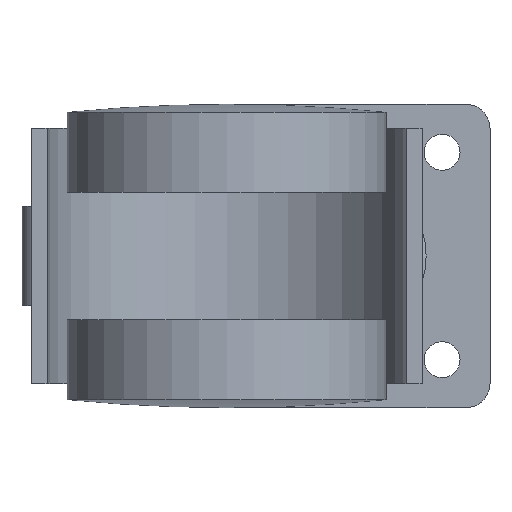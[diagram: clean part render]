
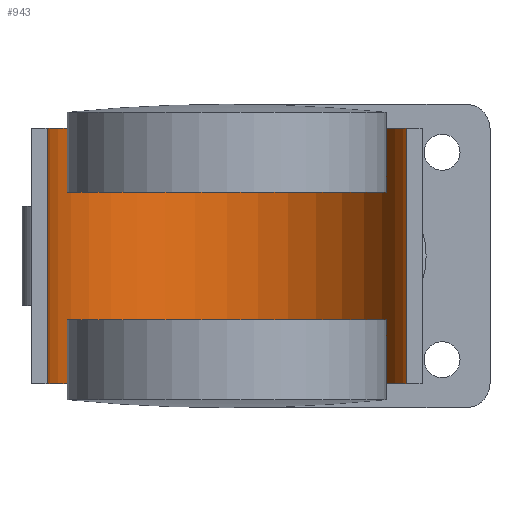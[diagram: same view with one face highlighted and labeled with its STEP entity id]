
A CAD part, front view. The second image highlights one B-rep face of the part: STEP entity #943.
In plain terms, the highlighted cylindrical face has radius 22.5 mm (diameter 45 mm), a partial arc.
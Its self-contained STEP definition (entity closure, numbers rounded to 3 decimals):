
#20 = DIRECTION ( 'NONE',  ( 0., 0., -1. ) ) ;
#45 = VERTEX_POINT ( 'NONE', #993 ) ;
#68 = EDGE_CURVE ( 'NONE', #2475, #45, #113, .T. ) ;
#113 = LINE ( 'NONE', #628, #1351 ) ;
#116 = CARTESIAN_POINT ( 'NONE',  ( 0., 0., 16. ) ) ;
#126 = DIRECTION ( 'NONE',  ( 0., 0., -1. ) ) ;
#207 = DIRECTION ( 'NONE',  ( 0., 0., -1. ) ) ;
#216 = LINE ( 'NONE', #1935, #1983 ) ;
#351 = CARTESIAN_POINT ( 'NONE',  ( 0., 0., -16. ) ) ;
#390 = CYLINDRICAL_SURFACE ( 'NONE', #593, 22.5 ) ;
#474 = EDGE_CURVE ( 'NONE', #580, #2102, #216, .T. ) ;
#555 = ORIENTED_EDGE ( 'NONE', *, *, #68, .F. ) ;
#580 = VERTEX_POINT ( 'NONE', #1988 ) ;
#593 = AXIS2_PLACEMENT_3D ( 'NONE', #982, #1825, #1206 ) ;
#628 = CARTESIAN_POINT ( 'NONE',  ( 22.5, 0., 16. ) ) ;
#890 = EDGE_LOOP ( 'NONE', ( #2559, #555, #2536, #2761 ) ) ;
#943 = ADVANCED_FACE ( 'NONE', ( #2272 ), #390, .F. ) ;
#982 = CARTESIAN_POINT ( 'NONE',  ( 0., 0., 16. ) ) ;
#993 = CARTESIAN_POINT ( 'NONE',  ( 22.5, 0., -16. ) ) ;
#1163 = CARTESIAN_POINT ( 'NONE',  ( -22.5, 0., -16. ) ) ;
#1206 = DIRECTION ( 'NONE',  ( -1., 0., 0. ) ) ;
#1280 = CARTESIAN_POINT ( 'NONE',  ( 22.5, 0., 16. ) ) ;
#1296 = EDGE_CURVE ( 'NONE', #2102, #45, #2303, .T. ) ;
#1351 = VECTOR ( 'NONE', #207, 1000. ) ;
#1389 = DIRECTION ( 'NONE',  ( -1., 0., 0. ) ) ;
#1448 = EDGE_CURVE ( 'NONE', #580, #2475, #2453, .T. ) ;
#1808 = DIRECTION ( 'NONE',  ( 0., 0., -1. ) ) ;
#1825 = DIRECTION ( 'NONE',  ( 0., 0., -1. ) ) ;
#1935 = CARTESIAN_POINT ( 'NONE',  ( -22.5, 0., 16. ) ) ;
#1983 = VECTOR ( 'NONE', #20, 1000. ) ;
#1988 = CARTESIAN_POINT ( 'NONE',  ( -22.5, 0., 16. ) ) ;
#2102 = VERTEX_POINT ( 'NONE', #1163 ) ;
#2109 = AXIS2_PLACEMENT_3D ( 'NONE', #351, #1808, #1389 ) ;
#2110 = AXIS2_PLACEMENT_3D ( 'NONE', #116, #126, #2508 ) ;
#2272 = FACE_OUTER_BOUND ( 'NONE', #890, .T. ) ;
#2303 = CIRCLE ( 'NONE', #2109, 22.5 ) ;
#2453 = CIRCLE ( 'NONE', #2110, 22.5 ) ;
#2475 = VERTEX_POINT ( 'NONE', #1280 ) ;
#2508 = DIRECTION ( 'NONE',  ( -1., 0., 0. ) ) ;
#2536 = ORIENTED_EDGE ( 'NONE', *, *, #1448, .F. ) ;
#2559 = ORIENTED_EDGE ( 'NONE', *, *, #1296, .T. ) ;
#2761 = ORIENTED_EDGE ( 'NONE', *, *, #474, .T. ) ;
